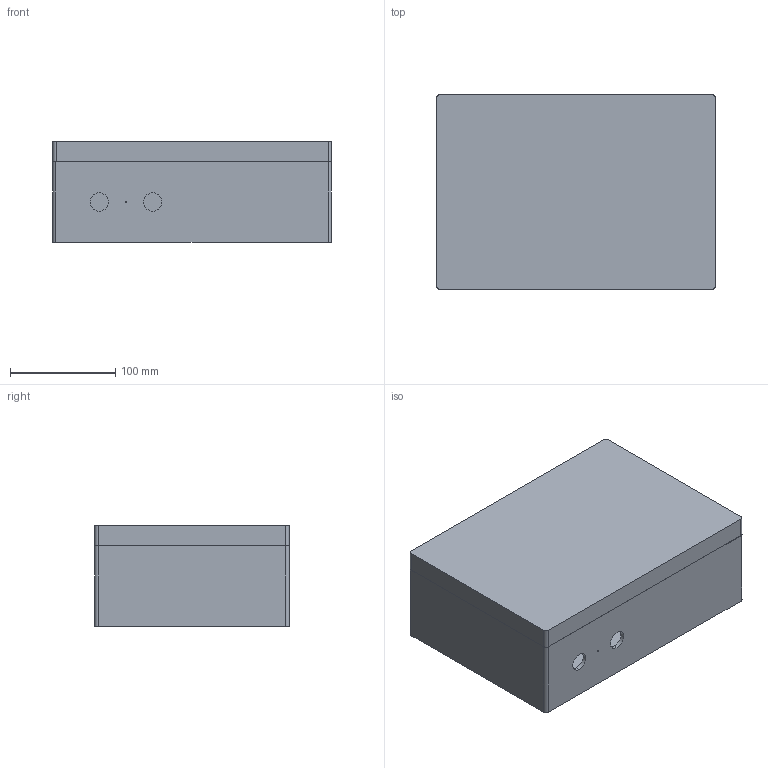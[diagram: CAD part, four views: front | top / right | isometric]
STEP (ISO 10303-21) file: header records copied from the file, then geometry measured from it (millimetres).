
FILE_DESCRIPTION (( 'STEP AP214' ), '1' );
FILE_NAME ('LTACC-5.STEP', '2024-01-08T17:53:48', ( '' ), ( '' ), 'SwSTEP 2.0', 'SolidWorks 2021', '' );
FILE_SCHEMA (( 'AUTOMOTIVE_DESIGN' ));
Length unit declared in the file: inch
Products named in the file (1): LTACC-5
Bounding box: 265.02 x 185.01 x 95.25 mm (x, y, z)
Volume: 634793.1 mm3; surface area: 357238.8 mm2
Topology: 2 solids, 2 shells, 42 faces, 106 edges, 69 vertices
Faces by surface type: plane 22, cylinder 18, cone 2
Entity records: 1315 total; most frequent: DIRECTION 226, CARTESIAN_POINT 216, ORIENTED_EDGE 208, EDGE_CURVE 104, AXIS2_PLACEMENT_3D 79, VERTEX_POINT 69, LINE 68, VECTOR 68
